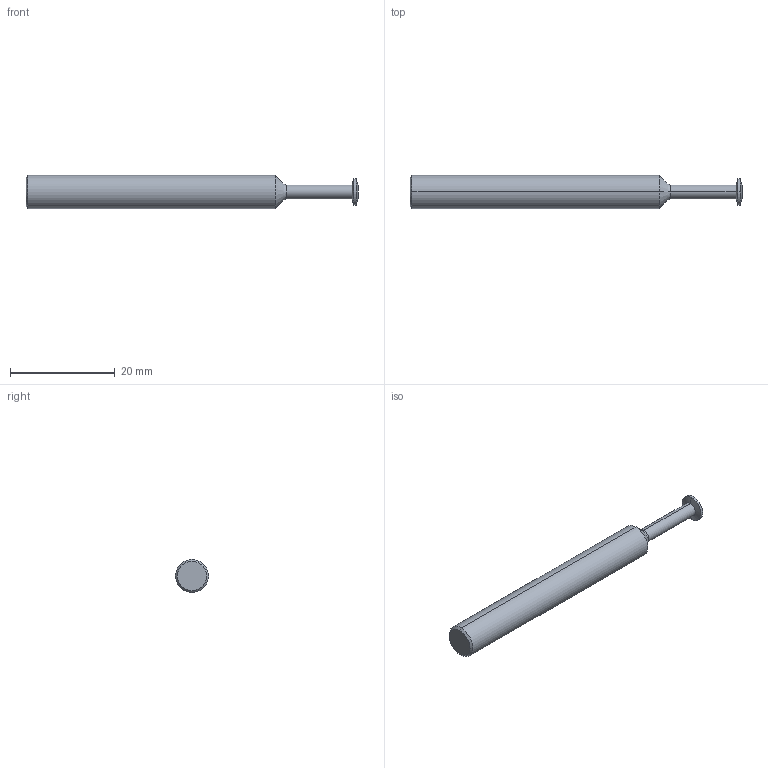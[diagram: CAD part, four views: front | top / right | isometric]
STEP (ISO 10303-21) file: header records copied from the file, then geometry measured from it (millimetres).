
FILE_DESCRIPTION (( 'STEP AP203' ), '1' );
FILE_NAME ('SPTM200FA-14.STEP', '2021-12-02T21:36:03', ( '' ), ( '' ), 'SwSTEP 2.0', 'SolidWorks 2020', '' );
FILE_SCHEMA (( 'CONFIG_CONTROL_DESIGN' ));
Length unit declared in the file: inch
Products named in the file (1): SPTM200FA-14
Bounding box: 63.5 x 6.34 x 6.34 mm (x, y, z)
Volume: 1625.6 mm3; surface area: 1165.1 mm2
Topology: 1 solids, 1 shells, 18 faces, 34 edges, 18 vertices
Faces by surface type: cone 8, cylinder 6, torus 2, plane 2
Entity records: 525 total; most frequent: DIRECTION 92, CARTESIAN_POINT 71, ORIENTED_EDGE 68, AXIS2_PLACEMENT_3D 39, EDGE_CURVE 34, CIRCLE 20, FACE_OUTER_BOUND 18, ADVANCED_FACE 18
